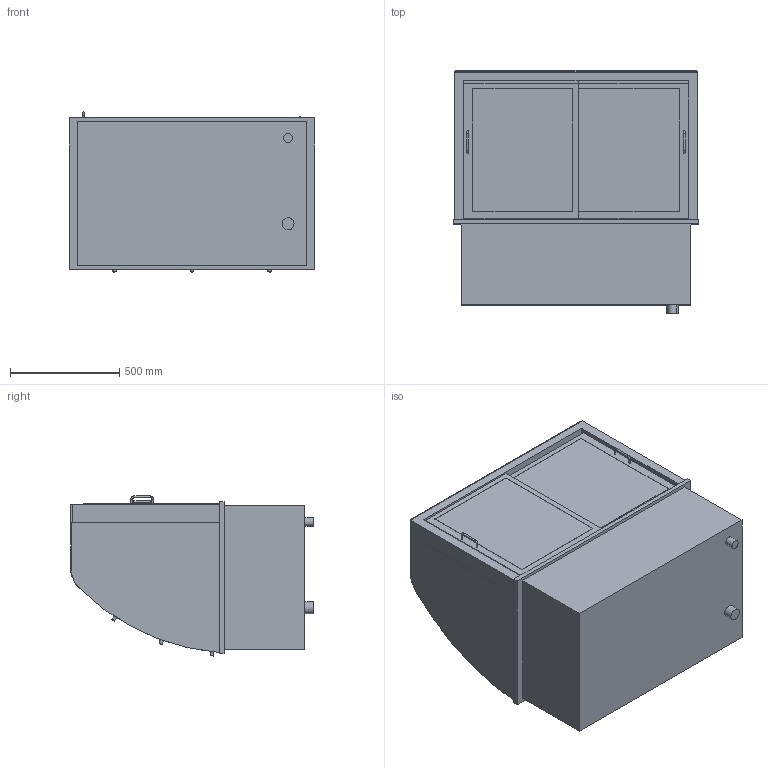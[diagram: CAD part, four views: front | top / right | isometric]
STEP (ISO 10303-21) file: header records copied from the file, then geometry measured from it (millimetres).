
FILE_DESCRIPTION(/* description */ ('Einbaukühlvitrine, Klappen: zentralgekühlt'),/* implementation_level */ '2;1');
FILE_NAME(/* name */ '3D-AKE-00007654.stp',/* time_stamp */ '2024-08-28T11:39:32+02:00',/* author */ ('marina.schachner'),/* organization */ (''),/* preprocessor_version */ 'ST-DEVELOPER v18',/* originating_system */ 'Autodesk Inventor 2020',/* authorisation */ '');
FILE_SCHEMA (('AUTOMOTIVE_DESIGN { 1 0 10303 214 3 1 1 }'));
Length unit declared in the file: millimetre
Products named in the file (1): 3D-AKE-00007654
Bounding box: 1125 x 1114 x 733.15 mm (x, y, z)
Volume: 123717962.6 mm3; surface area: 15791073.9 mm2
Topology: 58 solids, 58 shells, 465 faces, 1063 edges, 717 vertices
Faces by surface type: plane 355, cylinder 97, cone 9, torus 4
Full cylindrical faces by diameter (mm): 8 x6, 15 x9, 40 x1, 55 x1
Entity records: 13087 total; most frequent: CARTESIAN_POINT 2246, DIRECTION 2244, ORIENTED_EDGE 2126, EDGE_CURVE 1063, LINE 814, VECTOR 814, VERTEX_POINT 717, AXIS2_PLACEMENT_3D 715
